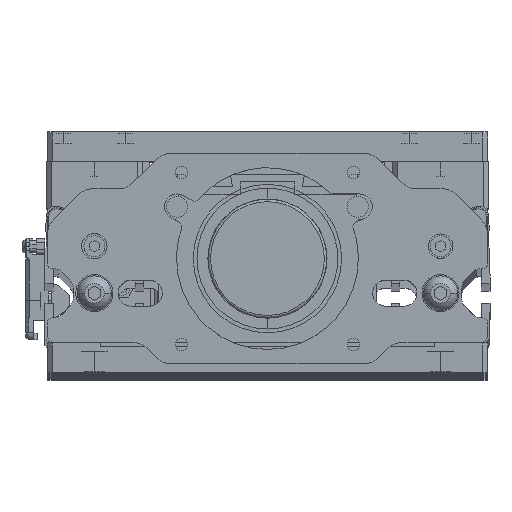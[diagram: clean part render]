
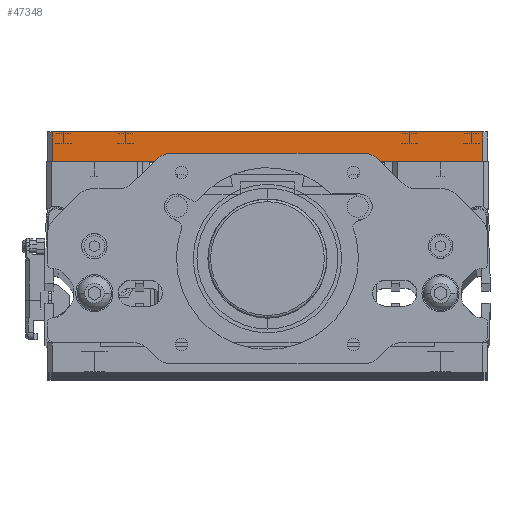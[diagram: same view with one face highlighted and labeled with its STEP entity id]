
A CAD part, top view. The second image highlights one B-rep face of the part: STEP entity #47348.
In plain terms, the highlighted planar face has unit normal (0, 0, 1).
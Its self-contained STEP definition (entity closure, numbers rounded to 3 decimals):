
#1748 = VERTEX_POINT ( 'NONE', #58124 ) ;
#2224 = DIRECTION ( 'NONE',  ( 0., 1., 0. ) ) ;
#3660 = DIRECTION ( 'NONE',  ( 1., 0., 0. ) ) ;
#7457 = VERTEX_POINT ( 'NONE', #90698 ) ;
#7514 = EDGE_LOOP ( 'NONE', ( #59672, #77274, #63734, #84197 ) ) ;
#8265 = DIRECTION ( 'NONE',  ( 0., 1., 0. ) ) ;
#9396 = CARTESIAN_POINT ( 'NONE',  ( -87., 88., 270. ) ) ;
#18030 = EDGE_CURVE ( 'NONE', #84986, #57372, #61158, .T. ) ;
#30005 = DIRECTION ( 'NONE',  ( 1., 0., 0. ) ) ;
#35326 = FACE_OUTER_BOUND ( 'NONE', #7514, .T. ) ;
#47348 = ADVANCED_FACE ( 'NONE', ( #35326 ), #81349, .T. ) ;
#47599 = EDGE_CURVE ( 'NONE', #7457, #1748, #93040, .T. ) ;
#54944 = VECTOR ( 'NONE', #8265, 1000. ) ;
#57372 = VERTEX_POINT ( 'NONE', #76047 ) ;
#58124 = CARTESIAN_POINT ( 'NONE',  ( 87., 88., 270. ) ) ;
#58480 = CARTESIAN_POINT ( 'NONE',  ( -87., 100., 270. ) ) ;
#59672 = ORIENTED_EDGE ( 'NONE', *, *, #18030, .F. ) ;
#61158 = LINE ( 'NONE', #75582, #65686 ) ;
#61644 = EDGE_CURVE ( 'NONE', #7457, #84986, #87059, .T. ) ;
#62805 = DIRECTION ( 'NONE',  ( 1., 0., 0. ) ) ;
#63734 = ORIENTED_EDGE ( 'NONE', *, *, #47599, .T. ) ;
#65686 = VECTOR ( 'NONE', #30005, 1000. ) ;
#66353 = LINE ( 'NONE', #81205, #54944 ) ;
#71620 = VECTOR ( 'NONE', #62805, 1000. ) ;
#73685 = DIRECTION ( 'NONE',  ( 0., 0., 1. ) ) ;
#75582 = CARTESIAN_POINT ( 'NONE',  ( -87., 100., 270. ) ) ;
#76047 = CARTESIAN_POINT ( 'NONE',  ( 87., 100., 270. ) ) ;
#77274 = ORIENTED_EDGE ( 'NONE', *, *, #61644, .F. ) ;
#81205 = CARTESIAN_POINT ( 'NONE',  ( 87., 88., 270. ) ) ;
#81349 = PLANE ( 'NONE',  #96021 ) ;
#84197 = ORIENTED_EDGE ( 'NONE', *, *, #91364, .T. ) ;
#84986 = VERTEX_POINT ( 'NONE', #58480 ) ;
#86862 = CARTESIAN_POINT ( 'NONE',  ( -87., 88., 270. ) ) ;
#87059 = LINE ( 'NONE', #9396, #98184 ) ;
#89522 = CARTESIAN_POINT ( 'NONE',  ( -87., 88., 270. ) ) ;
#90698 = CARTESIAN_POINT ( 'NONE',  ( -87., 88., 270. ) ) ;
#91364 = EDGE_CURVE ( 'NONE', #1748, #57372, #66353, .T. ) ;
#93040 = LINE ( 'NONE', #86862, #71620 ) ;
#96021 = AXIS2_PLACEMENT_3D ( 'NONE', #89522, #73685, #3660 ) ;
#98184 = VECTOR ( 'NONE', #2224, 1000. ) ;
